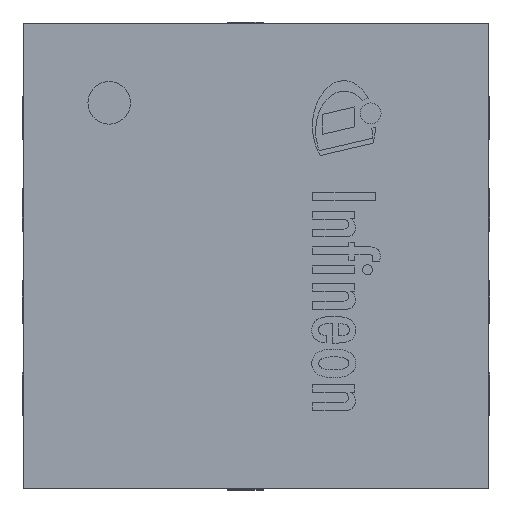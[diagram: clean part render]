
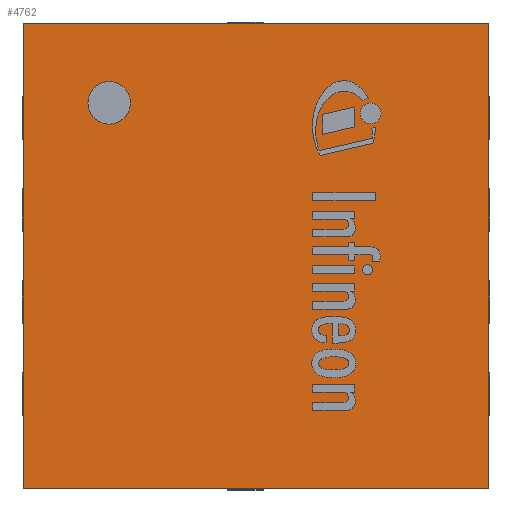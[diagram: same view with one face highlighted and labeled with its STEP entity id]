
A CAD part, top view. The second image highlights one B-rep face of the part: STEP entity #4762.
In plain terms, the highlighted planar face has unit normal (0, 0, 1).
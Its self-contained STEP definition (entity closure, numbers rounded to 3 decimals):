
#58=LINE('',#7102,#541);
#61=LINE('',#7108,#544);
#64=LINE('',#7114,#547);
#67=LINE('',#7118,#550);
#541=VECTOR('',#5585,1.);
#544=VECTOR('',#5590,1.);
#547=VECTOR('',#5595,1.);
#550=VECTOR('',#5600,1.);
#1028=PLANE('',#5064);
#1185=FACE_BOUND('',#1482,.T.);
#1200=FACE_OUTER_BOUND('',#1481,.T.);
#1481=EDGE_LOOP('',(#3222,#3223,#3224,#3225));
#1482=EDGE_LOOP('',(#3226));
#1762=CIRCLE('',#5056,0.15);
#1998=VERTEX_POINT('',#7090);
#2002=VERTEX_POINT('',#7099);
#2003=VERTEX_POINT('',#7101);
#2005=VERTEX_POINT('',#7107);
#2007=VERTEX_POINT('',#7113);
#2480=EDGE_CURVE('',#1998,#1998,#1762,.T.);
#2484=EDGE_CURVE('',#2003,#2002,#58,.T.);
#2487=EDGE_CURVE('',#2005,#2003,#61,.T.);
#2490=EDGE_CURVE('',#2007,#2005,#64,.T.);
#2493=EDGE_CURVE('',#2002,#2007,#67,.T.);
#3222=ORIENTED_EDGE('',*,*,#2493,.T.);
#3223=ORIENTED_EDGE('',*,*,#2490,.T.);
#3224=ORIENTED_EDGE('',*,*,#2487,.T.);
#3225=ORIENTED_EDGE('',*,*,#2484,.T.);
#3226=ORIENTED_EDGE('',*,*,#2480,.T.);
#4762=ADVANCED_FACE('',(#1200,#1185),#1028,.T.);
#5056=AXIS2_PLACEMENT_3D('',#7091,#5575,#5576);
#5064=AXIS2_PLACEMENT_3D('',#7120,#5603,#5604);
#5575=DIRECTION('center_axis',(0.,0.,-1.));
#5576=DIRECTION('ref_axis',(0.,1.,0.));
#5585=DIRECTION('',(1.,0.,0.));
#5590=DIRECTION('',(0.,-1.,0.));
#5595=DIRECTION('',(-1.,0.,0.));
#5600=DIRECTION('',(0.,1.,0.));
#5603=DIRECTION('center_axis',(0.,0.,1.));
#5604=DIRECTION('ref_axis',(0.,-1.,0.));
#7090=CARTESIAN_POINT('',(-1.035,0.928,1.1));
#7091=CARTESIAN_POINT('Origin',(-1.035,1.078,1.1));
#7099=CARTESIAN_POINT('',(1.64,-1.64,1.1));
#7101=CARTESIAN_POINT('',(-1.64,-1.64,1.1));
#7102=CARTESIAN_POINT('',(1.64,-1.64,1.1));
#7107=CARTESIAN_POINT('',(-1.64,1.64,1.1));
#7108=CARTESIAN_POINT('',(-1.64,-1.64,1.1));
#7113=CARTESIAN_POINT('',(1.64,1.64,1.1));
#7114=CARTESIAN_POINT('',(-1.64,1.64,1.1));
#7118=CARTESIAN_POINT('',(1.64,1.64,1.1));
#7120=CARTESIAN_POINT('Origin',(0.,0.,
1.1));
